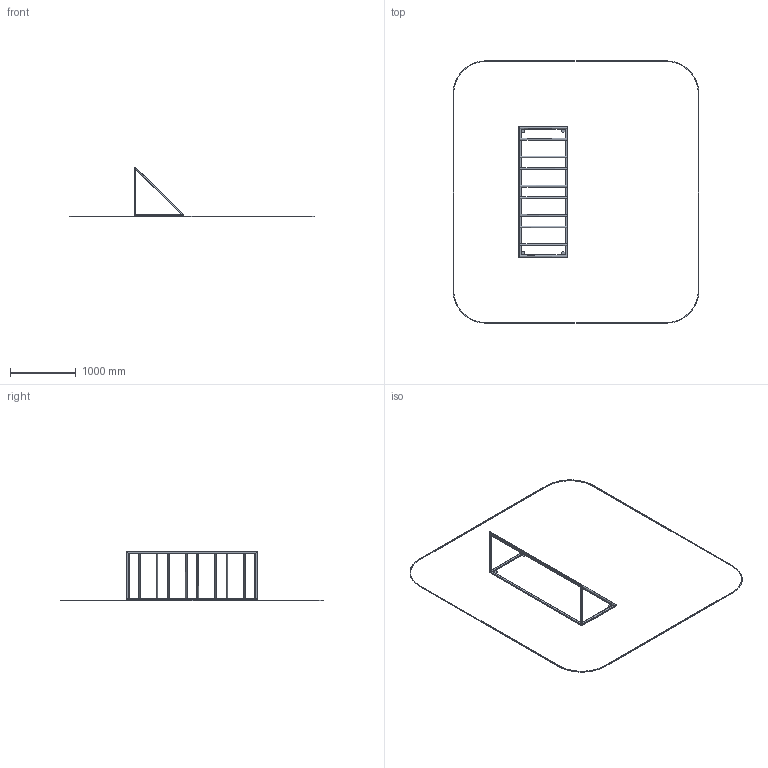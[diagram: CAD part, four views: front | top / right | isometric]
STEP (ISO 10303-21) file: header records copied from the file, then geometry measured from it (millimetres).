
FILE_DESCRIPTION(('STEP AP214'), '1');
FILE_NAME('Âåëîïàðêîâêà â ñáîðå', '', ('UNSPECIFIED'), ('UNSPECIFIED'), 'C3D Converter', 'C3D Toolkit', '');
FILE_SCHEMA(('AUTOMOTIVE_DESIGN { 1 0 10303 214 3 1 1}'));
Length unit declared in the file: millimetre
Products named in the file (6): -7024
Assembly tree (22 placements, depth 2):
  -7024
    (unnamed)  x3
    (unnamed)  x2
    (unnamed)  x2
    (unnamed)  x11
    (unnamed)  x4
Bounding box: 3750 x 4000 x 760 mm (x, y, z)
Volume: 5498677.1 mm3; surface area: 4192326.3 mm2
Topology: 23 solids, 23 shells, 216 faces, 510 edges, 340 vertices
Faces by surface type: plane 126, cylinder 90
Full cylindrical faces by diameter (mm): 21.8 x11, 26.8 x11
Entity records: 3439 total; most frequent: CARTESIAN_POINT 603, ORIENTED_EDGE 422, DIRECTION 405, EDGE_CURVE 211, VERTEX_POINT 142, LINE 141, VECTOR 141, AXIS2_PLACEMENT_3D 132
